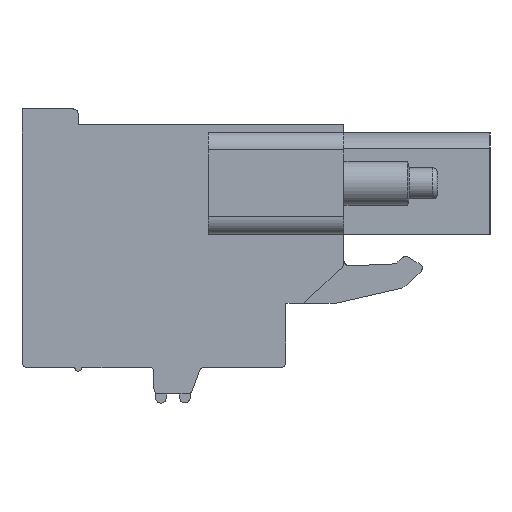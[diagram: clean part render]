
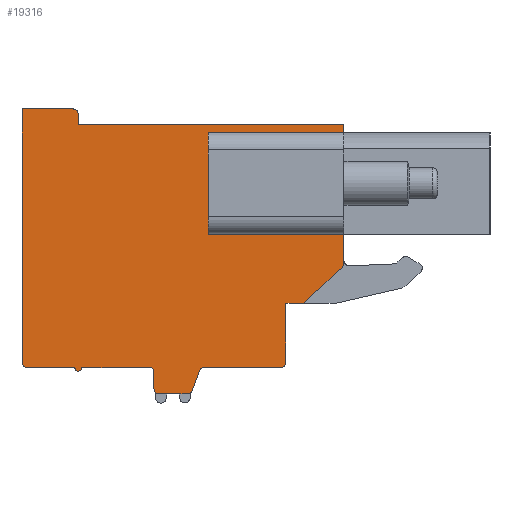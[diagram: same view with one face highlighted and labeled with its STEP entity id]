
A CAD part, left-side view. The second image highlights one B-rep face of the part: STEP entity #19316.
In plain terms, the highlighted planar face has unit normal (-1, 0, 0).
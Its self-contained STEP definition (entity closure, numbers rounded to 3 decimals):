
#3376=DIRECTION('',(0.,1.,0.));
#3377=VECTOR('',#3376,6.1);
#3378=CARTESIAN_POINT('',(-86.98,-4.06,0.73));
#3379=LINE('',#3378,#3377);
#3380=DIRECTION('',(0.,1.,0.));
#3381=VECTOR('',#3380,6.1);
#3382=CARTESIAN_POINT('',(-86.98,-4.06,6.53));
#3383=LINE('',#3382,#3381);
#3384=DIRECTION('',(0.,0.,-1.));
#3385=VECTOR('',#3384,7.87);
#3386=CARTESIAN_POINT('',(-86.98,-5.66,6.96));
#3387=LINE('',#3386,#3385);
#3388=CARTESIAN_POINT('',(-86.98,-5.36,-0.91));
#3389=DIRECTION('',(1.,0.,0.));
#3390=DIRECTION('',(0.,-1.,0.));
#3391=AXIS2_PLACEMENT_3D('',#3388,#3389,#3390);
#3393=DIRECTION('',(0.,0.731,-0.683));
#3394=VECTOR('',#3393,3.018);
#3395=CARTESIAN_POINT('',(-86.98,-5.565,-1.129));
#3396=LINE('',#3395,#3394);
#3397=DIRECTION('',(0.,1.,0.));
#3398=VECTOR('',#3397,1.);
#3399=CARTESIAN_POINT('',(-86.98,-3.36,-3.19));
#3400=LINE('',#3399,#3398);
#3401=DIRECTION('',(0.,0.,-1.));
#3402=VECTOR('',#3401,3.35);
#3403=CARTESIAN_POINT('',(-86.98,-2.36,-3.19));
#3404=LINE('',#3403,#3402);
#3405=CARTESIAN_POINT('',(-86.98,-2.06,-6.54));
#3406=DIRECTION('',(1.,0.,0.));
#3407=DIRECTION('',(0.,-1.,0.));
#3408=AXIS2_PLACEMENT_3D('',#3405,#3406,#3407);
#3410=DIRECTION('',(0.,1.,0.));
#3411=VECTOR('',#3410,4.34);
#3412=CARTESIAN_POINT('',(-86.98,-2.06,-6.84));
#3413=LINE('',#3412,#3411);
#3414=CARTESIAN_POINT('',(-86.98,2.28,-7.14));
#3415=DIRECTION('',(-1.,0.,0.));
#3416=DIRECTION('',(0.,0.,1.));
#3417=AXIS2_PLACEMENT_3D('',#3414,#3415,#3416);
#3419=DIRECTION('',(0.,0.345,-0.939));
#3420=VECTOR('',#3419,1.179);
#3421=CARTESIAN_POINT('',(-86.98,2.562,-7.037));
#3422=LINE('',#3421,#3420);
#3423=CARTESIAN_POINT('',(-86.98,3.25,-8.04));
#3424=DIRECTION('',(1.,0.,0.));
#3425=DIRECTION('',(0.,-0.939,-0.345));
#3426=AXIS2_PLACEMENT_3D('',#3423,#3424,#3425);
#3428=DIRECTION('',(0.,1.,0.));
#3429=VECTOR('',#3428,1.59);
#3430=CARTESIAN_POINT('',(-86.98,3.25,-8.34));
#3431=LINE('',#3430,#3429);
#3432=CARTESIAN_POINT('',(-86.98,4.84,-8.04));
#3433=DIRECTION('',(1.,0.,0.));
#3434=DIRECTION('',(0.,0.,-1.));
#3435=AXIS2_PLACEMENT_3D('',#3432,#3433,#3434);
#3437=DIRECTION('',(0.,0.,1.));
#3438=VECTOR('',#3437,1.);
#3439=CARTESIAN_POINT('',(-86.98,5.14,-8.04));
#3440=LINE('',#3439,#3438);
#3441=CARTESIAN_POINT('',(-86.98,5.34,-7.04));
#3442=DIRECTION('',(-1.,0.,0.));
#3443=DIRECTION('',(0.,-1.,0.));
#3444=AXIS2_PLACEMENT_3D('',#3441,#3442,#3443);
#3446=DIRECTION('',(0.,1.,0.));
#3447=VECTOR('',#3446,3.9);
#3448=CARTESIAN_POINT('',(-86.98,5.34,-6.84));
#3449=LINE('',#3448,#3447);
#3450=CARTESIAN_POINT('',(-86.98,9.44,-6.84));
#3451=DIRECTION('',(1.,0.,0.));
#3452=DIRECTION('',(0.,-1.,0.));
#3453=AXIS2_PLACEMENT_3D('',#3450,#3451,#3452);
#3455=DIRECTION('',(0.,1.,0.));
#3456=VECTOR('',#3455,2.7);
#3457=CARTESIAN_POINT('',(-86.98,9.64,-6.84));
#3458=LINE('',#3457,#3456);
#3459=CARTESIAN_POINT('',(-86.98,12.34,-6.54));
#3460=DIRECTION('',(1.,0.,0.));
#3461=DIRECTION('',(0.,0.,-1.));
#3462=AXIS2_PLACEMENT_3D('',#3459,#3460,#3461);
#3464=DIRECTION('',(0.,0.,1.));
#3465=VECTOR('',#3464,14.4);
#3466=CARTESIAN_POINT('',(-86.98,12.64,-6.54));
#3467=LINE('',#3466,#3465);
#3468=DIRECTION('',(0.,-1.,0.));
#3469=VECTOR('',#3468,2.9);
#3470=CARTESIAN_POINT('',(-86.98,12.64,7.86));
#3471=LINE('',#3470,#3469);
#3472=CARTESIAN_POINT('',(-86.98,9.74,7.56));
#3473=DIRECTION('',(1.,0.,0.));
#3474=DIRECTION('',(0.,0.,1.));
#3475=AXIS2_PLACEMENT_3D('',#3472,#3473,#3474);
#3477=DIRECTION('',(0.,0.,-1.));
#3478=VECTOR('',#3477,0.6);
#3479=CARTESIAN_POINT('',(-86.98,9.44,7.56));
#3480=LINE('',#3479,#3478);
#3481=DIRECTION('',(0.,-1.,0.));
#3482=VECTOR('',#3481,15.1);
#3483=CARTESIAN_POINT('',(-86.98,9.44,6.96));
#3484=LINE('',#3483,#3482);
#3536=DIRECTION('',(0.,0.,1.));
#3537=VECTOR('',#3536,5.8);
#3538=CARTESIAN_POINT('',(-86.98,2.04,0.73));
#3539=LINE('',#3538,#3537);
#3641=DIRECTION('',(0.,0.,1.));
#3642=VECTOR('',#3641,5.8);
#3643=CARTESIAN_POINT('',(-86.98,-4.06,0.73));
#3644=LINE('',#3643,#3642);
#11095=CARTESIAN_POINT('',(-86.98,9.44,6.96));
#11096=CARTESIAN_POINT('',(-86.98,-5.66,6.96));
#11097=VERTEX_POINT('',#11095);
#11098=VERTEX_POINT('',#11096);
#11099=CARTESIAN_POINT('',(-86.98,-5.66,-0.91));
#11100=CARTESIAN_POINT('',(-86.98,-5.565,-1.129));
#11101=VERTEX_POINT('',#11099);
#11102=VERTEX_POINT('',#11100);
#11103=CARTESIAN_POINT('',(-86.98,-3.36,-3.19));
#11104=VERTEX_POINT('',#11103);
#11105=CARTESIAN_POINT('',(-86.98,-2.36,-3.19));
#11106=VERTEX_POINT('',#11105);
#11107=CARTESIAN_POINT('',(-86.98,-2.36,-6.54));
#11108=VERTEX_POINT('',#11107);
#11109=CARTESIAN_POINT('',(-86.98,-2.06,-6.84));
#11110=VERTEX_POINT('',#11109);
#11111=CARTESIAN_POINT('',(-86.98,2.28,-6.84));
#11112=VERTEX_POINT('',#11111);
#11113=CARTESIAN_POINT('',(-86.98,2.562,-7.037));
#11114=VERTEX_POINT('',#11113);
#11115=CARTESIAN_POINT('',(-86.98,2.968,-8.143));
#11116=VERTEX_POINT('',#11115);
#11117=CARTESIAN_POINT('',(-86.98,3.25,-8.34));
#11118=VERTEX_POINT('',#11117);
#11119=CARTESIAN_POINT('',(-86.98,4.84,-8.34));
#11120=VERTEX_POINT('',#11119);
#11121=CARTESIAN_POINT('',(-86.98,5.14,-8.04));
#11122=VERTEX_POINT('',#11121);
#11123=CARTESIAN_POINT('',(-86.98,5.14,-7.04));
#11124=VERTEX_POINT('',#11123);
#11125=CARTESIAN_POINT('',(-86.98,5.34,-6.84));
#11126=VERTEX_POINT('',#11125);
#11127=CARTESIAN_POINT('',(-86.98,9.24,-6.84));
#11128=VERTEX_POINT('',#11127);
#11129=CARTESIAN_POINT('',(-86.98,9.64,-6.84));
#11130=VERTEX_POINT('',#11129);
#11131=CARTESIAN_POINT('',(-86.98,12.34,-6.84));
#11132=VERTEX_POINT('',#11131);
#11133=CARTESIAN_POINT('',(-86.98,12.64,-6.54));
#11134=VERTEX_POINT('',#11133);
#11135=CARTESIAN_POINT('',(-86.98,12.64,7.86));
#11136=VERTEX_POINT('',#11135);
#11137=CARTESIAN_POINT('',(-86.98,9.74,7.86));
#11138=VERTEX_POINT('',#11137);
#11139=CARTESIAN_POINT('',(-86.98,9.44,7.56));
#11140=VERTEX_POINT('',#11139);
#14361=CARTESIAN_POINT('',(-86.98,2.04,0.73));
#14362=CARTESIAN_POINT('',(-86.98,2.04,6.53));
#14363=VERTEX_POINT('',#14361);
#14364=VERTEX_POINT('',#14362);
#14397=CARTESIAN_POINT('',(-86.98,-4.06,0.73));
#14398=CARTESIAN_POINT('',(-86.98,-4.06,6.53));
#14399=VERTEX_POINT('',#14397);
#14400=VERTEX_POINT('',#14398);
#19254=CARTESIAN_POINT('',(-86.98,0.,0.));
#19255=DIRECTION('',(1.,0.,0.));
#19256=DIRECTION('',(0.,-1.,0.));
#19257=AXIS2_PLACEMENT_3D('',#19254,#19255,#19256);
#19258=PLANE('',#19257);
#19259=ORIENTED_EDGE('',*,*,#14649,.T.);
#19261=ORIENTED_EDGE('',*,*,#19260,.T.);
#19263=ORIENTED_EDGE('',*,*,#19262,.T.);
#19265=ORIENTED_EDGE('',*,*,#19264,.T.);
#19267=ORIENTED_EDGE('',*,*,#19266,.T.);
#19269=ORIENTED_EDGE('',*,*,#19268,.T.);
#19271=ORIENTED_EDGE('',*,*,#19270,.T.);
#19273=ORIENTED_EDGE('',*,*,#19272,.T.);
#19275=ORIENTED_EDGE('',*,*,#19274,.T.);
#19277=ORIENTED_EDGE('',*,*,#19276,.T.);
#19279=ORIENTED_EDGE('',*,*,#19278,.T.);
#19281=ORIENTED_EDGE('',*,*,#19280,.T.);
#19283=ORIENTED_EDGE('',*,*,#19282,.T.);
#19285=ORIENTED_EDGE('',*,*,#19284,.T.);
#19287=ORIENTED_EDGE('',*,*,#19286,.T.);
#19289=ORIENTED_EDGE('',*,*,#19288,.T.);
#19291=ORIENTED_EDGE('',*,*,#19290,.T.);
#19293=ORIENTED_EDGE('',*,*,#19292,.T.);
#19295=ORIENTED_EDGE('',*,*,#19294,.T.);
#19297=ORIENTED_EDGE('',*,*,#19296,.T.);
#19299=ORIENTED_EDGE('',*,*,#19298,.T.);
#19301=ORIENTED_EDGE('',*,*,#19300,.T.);
#19303=ORIENTED_EDGE('',*,*,#19302,.T.);
#19304=EDGE_LOOP('',(#19259,#19261,#19263,#19265,#19267,#19269,#19271,#19273,
#19275,#19277,#19279,#19281,#19283,#19285,#19287,#19289,#19291,#19293,#19295,
#19297,#19299,#19301,#19303));
#19305=FACE_OUTER_BOUND('',#19304,.F.);
#19307=ORIENTED_EDGE('',*,*,#19306,.F.);
#19309=ORIENTED_EDGE('',*,*,#19308,.T.);
#19311=ORIENTED_EDGE('',*,*,#19310,.T.);
#19313=ORIENTED_EDGE('',*,*,#19312,.F.);
#19314=EDGE_LOOP('',(#19307,#19309,#19311,#19313));
#19315=FACE_BOUND('',#19314,.F.);
#19316=ADVANCED_FACE('',(#19305,#19315),#19258,.F.);
#3392=CIRCLE('',#3391,0.3);
#3409=CIRCLE('',#3408,0.3);
#3418=CIRCLE('',#3417,0.3);
#3427=CIRCLE('',#3426,0.3);
#3436=CIRCLE('',#3435,0.3);
#3445=CIRCLE('',#3444,0.2);
#3454=CIRCLE('',#3453,0.2);
#3463=CIRCLE('',#3462,0.3);
#3476=CIRCLE('',#3475,0.3);
#14649=EDGE_CURVE('',#11098,#11101,#3387,.T.);
#19260=EDGE_CURVE('',#11101,#11102,#3392,.T.);
#19262=EDGE_CURVE('',#11102,#11104,#3396,.T.);
#19264=EDGE_CURVE('',#11104,#11106,#3400,.T.);
#19266=EDGE_CURVE('',#11106,#11108,#3404,.T.);
#19268=EDGE_CURVE('',#11108,#11110,#3409,.T.);
#19270=EDGE_CURVE('',#11110,#11112,#3413,.T.);
#19272=EDGE_CURVE('',#11112,#11114,#3418,.T.);
#19274=EDGE_CURVE('',#11114,#11116,#3422,.T.);
#19276=EDGE_CURVE('',#11116,#11118,#3427,.T.);
#19278=EDGE_CURVE('',#11118,#11120,#3431,.T.);
#19280=EDGE_CURVE('',#11120,#11122,#3436,.T.);
#19282=EDGE_CURVE('',#11122,#11124,#3440,.T.);
#19284=EDGE_CURVE('',#11124,#11126,#3445,.T.);
#19286=EDGE_CURVE('',#11126,#11128,#3449,.T.);
#19288=EDGE_CURVE('',#11128,#11130,#3454,.T.);
#19290=EDGE_CURVE('',#11130,#11132,#3458,.T.);
#19292=EDGE_CURVE('',#11132,#11134,#3463,.T.);
#19294=EDGE_CURVE('',#11134,#11136,#3467,.T.);
#19296=EDGE_CURVE('',#11136,#11138,#3471,.T.);
#19298=EDGE_CURVE('',#11138,#11140,#3476,.T.);
#19300=EDGE_CURVE('',#11140,#11097,#3480,.T.);
#19302=EDGE_CURVE('',#11097,#11098,#3484,.T.);
#19306=EDGE_CURVE('',#14399,#14363,#3379,.T.);
#19308=EDGE_CURVE('',#14399,#14400,#3644,.T.);
#19310=EDGE_CURVE('',#14400,#14364,#3383,.T.);
#19312=EDGE_CURVE('',#14363,#14364,#3539,.T.);
